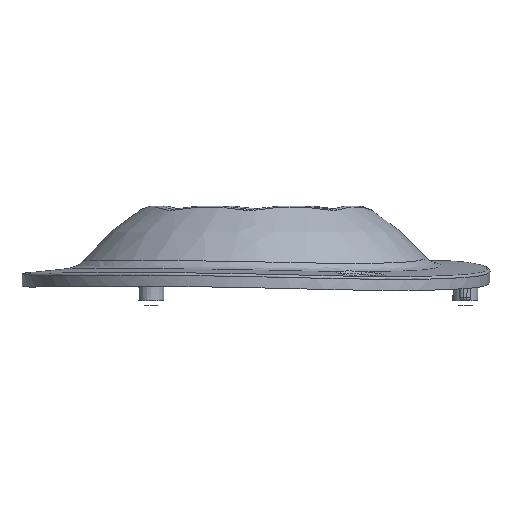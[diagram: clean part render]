
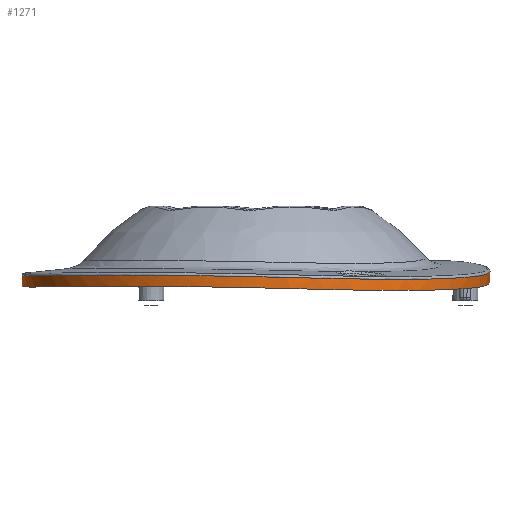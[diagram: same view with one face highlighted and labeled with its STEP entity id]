
A CAD part, left-side view. The second image highlights one B-rep face of the part: STEP entity #1271.
In plain terms, the highlighted conical face has half-angle 1 degrees and reference radius 21.46 mm.
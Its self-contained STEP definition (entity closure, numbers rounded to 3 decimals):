
#21=CONICAL_SURFACE('',#1409,21.46,0.017);
#212=FACE_OUTER_BOUND('',#296,.T.);
#296=EDGE_LOOP('',(#1081,#1082,#1083,#1084,#1085,#1086));
#350=LINE('',#3287,#391);
#391=VECTOR('',#1679,21.5);
#405=B_SPLINE_CURVE_WITH_KNOTS('',3,(#2056,#2057,#2058,#2059,#2060,#2061,
#2062,#2063,#2064,#2065,#2066,#2067,#2068,#2069,#2070,#2071,#2072,#2073,
#2074,#2075),.UNSPECIFIED.,.F.,.F.,(4,2,2,2,2,2,2,2,2,4),(-13.548,
-12.979,-12.152,-11.3,-10.458,-9.625,
-8.79,-7.946,-7.106,-6.417),
 .UNSPECIFIED.);
#406=B_SPLINE_CURVE_WITH_KNOTS('',3,(#2076,#2077,#2078,#2079,#2080,#2081,
#2082,#2083,#2084,#2085,#2086,#2087,#2088,#2089,#2090,#2091,#2092,#2093,
#2094,#2095),.UNSPECIFIED.,.F.,.F.,(4,2,2,2,2,2,2,2,2,4),(-6.417,
-6.276,-5.452,-4.767,-4.037,
-3.184,-2.38,-1.532,-0.781,
0.),.UNSPECIFIED.);
#451=B_SPLINE_CURVE_WITH_KNOTS('',3,(#3033,#3034,#3035,#3036,#3037,#3038,
#3039,#3040,#3041,#3042,#3043,#3044,#3045,#3046,#3047,#3048,#3049,#3050,
#3051,#3052,#3053,#3054,#3055,#3056,#3057),.UNSPECIFIED.,.F.,.F.,(4,2,1,
2,1,2,2,2,1,2,1,1,2,2,4),(0.,0.272,1.437,2.601,
3.863,5.125,5.987,6.568,7.917,
9.267,9.952,10.638,12.008,12.702,
12.726),.UNSPECIFIED.);
#452=B_SPLINE_CURVE_WITH_KNOTS('',3,(#3058,#3059,#3060,#3061),
 .UNSPECIFIED.,.F.,.F.,(4,4),(12.726,13.574),
 .UNSPECIFIED.);
#500=VERTEX_POINT('',#2054);
#501=VERTEX_POINT('',#2055);
#577=VERTEX_POINT('',#3030);
#578=VERTEX_POINT('',#3032);
#634=EDGE_CURVE('',#500,#501,#405,.T.);
#635=EDGE_CURVE('',#501,#500,#406,.T.);
#751=EDGE_CURVE('',#577,#578,#451,.T.);
#752=EDGE_CURVE('',#578,#577,#452,.T.);
#767=EDGE_CURVE('',#501,#578,#350,.T.);
#1081=ORIENTED_EDGE('',*,*,#634,.T.);
#1082=ORIENTED_EDGE('',*,*,#767,.T.);
#1083=ORIENTED_EDGE('',*,*,#751,.F.);
#1084=ORIENTED_EDGE('',*,*,#752,.F.);
#1085=ORIENTED_EDGE('',*,*,#767,.F.);
#1086=ORIENTED_EDGE('',*,*,#635,.T.);
#1271=ADVANCED_FACE('',(#212),#21,.T.);
#1409=AXIS2_PLACEMENT_3D('',#3286,#1677,#1678);
#1677=DIRECTION('center_axis',(0.,0.,1.));
#1678=DIRECTION('ref_axis',(1.,0.,0.));
#1679=DIRECTION('',(-0.017,0.,1.));
#2054=CARTESIAN_POINT('',(-19.95,4.769,12.317));
#2055=CARTESIAN_POINT('',(-62.641,8.35,11.749));
#2056=CARTESIAN_POINT('Ctrl Pts',(-19.95,4.769,12.317));
#2057=CARTESIAN_POINT('Ctrl Pts',(-19.636,6.636,12.217));
#2058=CARTESIAN_POINT('Ctrl Pts',(-19.57,8.538,12.134));
#2059=CARTESIAN_POINT('Ctrl Pts',(-20.022,13.169,11.988));
#2060=CARTESIAN_POINT('Ctrl Pts',(-20.814,15.837,11.945));
#2061=CARTESIAN_POINT('Ctrl Pts',(-23.403,20.802,11.885));
#2062=CARTESIAN_POINT('Ctrl Pts',(-25.203,23.037,11.87));
#2063=CARTESIAN_POINT('Ctrl Pts',(-29.541,26.654,11.844));
#2064=CARTESIAN_POINT('Ctrl Pts',(-32.028,28.012,11.836));
#2065=CARTESIAN_POINT('Ctrl Pts',(-37.356,29.686,11.833));
#2066=CARTESIAN_POINT('Ctrl Pts',(-40.142,29.997,11.834));
#2067=CARTESIAN_POINT('Ctrl Pts',(-45.685,29.541,11.82));
#2068=CARTESIAN_POINT('Ctrl Pts',(-48.389,28.776,11.816));
#2069=CARTESIAN_POINT('Ctrl Pts',(-53.383,26.244,11.836));
#2070=CARTESIAN_POINT('Ctrl Pts',(-55.619,24.49,11.857));
#2071=CARTESIAN_POINT('Ctrl Pts',(-59.281,20.228,11.878));
#2072=CARTESIAN_POINT('Ctrl Pts',(-60.674,17.764,11.877));
#2073=CARTESIAN_POINT('Ctrl Pts',(-62.276,12.92,11.834));
#2074=CARTESIAN_POINT('Ctrl Pts',(-62.641,10.641,11.799));
#2075=CARTESIAN_POINT('Ctrl Pts',(-62.641,8.35,11.749));
#2076=CARTESIAN_POINT('Ctrl Pts',(-62.641,8.35,11.749));
#2077=CARTESIAN_POINT('Ctrl Pts',(-62.64,7.881,11.739));
#2078=CARTESIAN_POINT('Ctrl Pts',(-62.625,7.412,11.728));
#2079=CARTESIAN_POINT('Ctrl Pts',(-62.413,4.203,11.652));
#2080=CARTESIAN_POINT('Ctrl Pts',(-61.708,1.521,11.579));
#2081=CARTESIAN_POINT('Ctrl Pts',(-59.527,-3.016,11.505));
#2082=CARTESIAN_POINT('Ctrl Pts',(-58.214,-4.905,11.494));
#2083=CARTESIAN_POINT('Ctrl Pts',(-54.939,-8.308,11.538));
#2084=CARTESIAN_POINT('Ctrl Pts',(-52.964,-9.763,11.593));
#2085=CARTESIAN_POINT('Ctrl Pts',(-48.248,-12.133,11.774));
#2086=CARTESIAN_POINT('Ctrl Pts',(-45.481,-12.893,11.907));
#2087=CARTESIAN_POINT('Ctrl Pts',(-39.977,-13.284,12.264));
#2088=CARTESIAN_POINT('Ctrl Pts',(-37.302,-12.974,12.492));
#2089=CARTESIAN_POINT('Ctrl Pts',(-32.063,-11.348,12.868));
#2090=CARTESIAN_POINT('Ctrl Pts',(-29.564,-9.995,12.99));
#2091=CARTESIAN_POINT('Ctrl Pts',(-25.467,-6.586,12.983));
#2092=CARTESIAN_POINT('Ctrl Pts',(-23.841,-4.663,12.887));
#2093=CARTESIAN_POINT('Ctrl Pts',(-21.273,-0.261,
12.62));
#2094=CARTESIAN_POINT('Ctrl Pts',(-20.381,2.203,12.454));
#2095=CARTESIAN_POINT('Ctrl Pts',(-19.95,4.769,12.317));
#3030=CARTESIAN_POINT('',(-61.017,0.118,12.576));
#3032=CARTESIAN_POINT('',(-62.659,8.35,12.763));
#3033=CARTESIAN_POINT('Ctrl Pts',(-61.017,0.118,12.576));
#3034=CARTESIAN_POINT('Ctrl Pts',(-60.67,-0.718,12.56));
#3035=CARTESIAN_POINT('Ctrl Pts',(-60.271,-1.531,12.548));
#3036=CARTESIAN_POINT('Ctrl Pts',(-57.908,-5.676,12.498));
#3037=CARTESIAN_POINT('Ctrl Pts',(-52.217,-11.326,12.593));
#3038=CARTESIAN_POINT('Ctrl Pts',(-44.442,-13.257,12.968));
#3039=CARTESIAN_POINT('Ctrl Pts',(-36.414,-13.063,13.551));
#3040=CARTESIAN_POINT('Ctrl Pts',(-28.115,-10.344,14.26));
#3041=CARTESIAN_POINT('Ctrl Pts',(-22.679,-3.485,13.821));
#3042=CARTESIAN_POINT('Ctrl Pts',(-20.097,3.063,13.411));
#3043=CARTESIAN_POINT('Ctrl Pts',(-19.577,5.933,13.246));
#3044=CARTESIAN_POINT('Ctrl Pts',(-19.68,10.719,13.066));
#3045=CARTESIAN_POINT('Ctrl Pts',(-19.983,12.639,13.016));
#3046=CARTESIAN_POINT('Ctrl Pts',(-21.8,18.784,12.906));
#3047=CARTESIAN_POINT('Ctrl Pts',(-27.142,26.531,12.856));
#3048=CARTESIAN_POINT('Ctrl Pts',(-35.994,29.719,12.85));
#3049=CARTESIAN_POINT('Ctrl Pts',(-42.751,29.92,12.849));
#3050=CARTESIAN_POINT('Ctrl Pts',(-47.317,29.333,12.827));
#3051=CARTESIAN_POINT('Ctrl Pts',(-55.655,25.377,12.864));
#3052=CARTESIAN_POINT('Ctrl Pts',(-60.006,19.681,12.908));
#3053=CARTESIAN_POINT('Ctrl Pts',(-62.232,13.193,12.85));
#3054=CARTESIAN_POINT('Ctrl Pts',(-62.633,10.897,12.817));
#3055=CARTESIAN_POINT('Ctrl Pts',(-62.659,8.513,12.767));
#3056=CARTESIAN_POINT('Ctrl Pts',(-62.659,8.432,12.765));
#3057=CARTESIAN_POINT('Ctrl Pts',(-62.659,8.35,12.763));
#3058=CARTESIAN_POINT('Ctrl Pts',(-62.659,8.35,12.763));
#3059=CARTESIAN_POINT('Ctrl Pts',(-62.657,5.533,12.703));
#3060=CARTESIAN_POINT('Ctrl Pts',(-62.096,2.719,12.625));
#3061=CARTESIAN_POINT('Ctrl Pts',(-61.017,0.118,12.576));
#3286=CARTESIAN_POINT('Origin',(-41.15,8.35,10.001));
#3287=CARTESIAN_POINT('',(-62.61,8.35,10.001));
